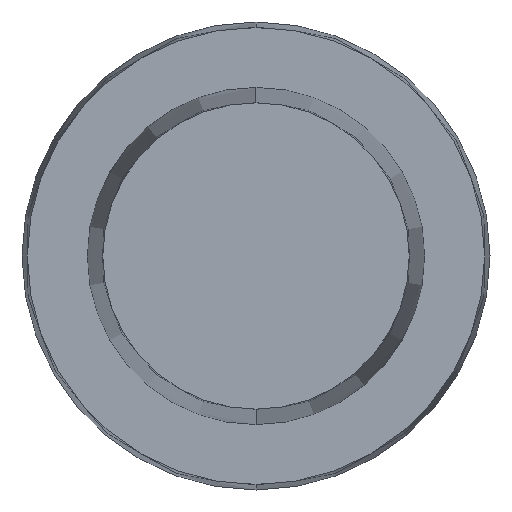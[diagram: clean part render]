
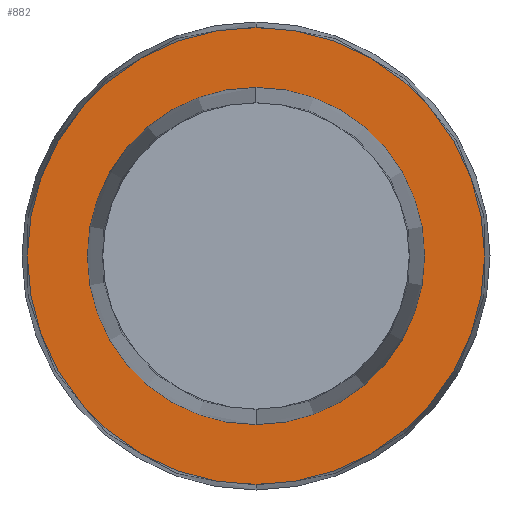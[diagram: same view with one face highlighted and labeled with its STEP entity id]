
A CAD part, front view. The second image highlights one B-rep face of the part: STEP entity #882.
In plain terms, the highlighted planar face has unit normal (0, -1, 0).
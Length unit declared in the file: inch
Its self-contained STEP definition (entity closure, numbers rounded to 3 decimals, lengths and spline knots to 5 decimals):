
#73 = DIRECTION ( 'NONE',  ( 0., 0., -1. ) ) ;
#101 = DIRECTION ( 'NONE',  ( 0., 0., -1. ) ) ;
#115 = AXIS2_PLACEMENT_3D ( 'NONE', #659, #583, #505 ) ;
#147 = CIRCLE ( 'NONE', #115, 0.07475 ) ;
#170 = CARTESIAN_POINT ( 'NONE',  ( 0., 0., 0. ) ) ;
#190 = EDGE_CURVE ( 'NONE', #987, #284, #651, .T. ) ;
#214 = ORIENTED_EDGE ( 'NONE', *, *, #856, .F. ) ;
#228 = VERTEX_POINT ( 'NONE', #287 ) ;
#239 = FACE_OUTER_BOUND ( 'NONE', #486, .T. ) ;
#281 = CARTESIAN_POINT ( 'NONE',  ( 0., 0., 0. ) ) ;
#284 = VERTEX_POINT ( 'NONE', #942 ) ;
#287 = CARTESIAN_POINT ( 'NONE',  ( 0., 0., -0.05512 ) ) ;
#293 = CARTESIAN_POINT ( 'NONE',  ( 0., 0., 0.05512 ) ) ;
#310 = CIRCLE ( 'NONE', #347, 0.05512 ) ;
#347 = AXIS2_PLACEMENT_3D ( 'NONE', #281, #662, #721 ) ;
#353 = ORIENTED_EDGE ( 'NONE', *, *, #190, .F. ) ;
#383 = DIRECTION ( 'NONE',  ( 0., -1., 0. ) ) ;
#443 = AXIS2_PLACEMENT_3D ( 'NONE', #170, #383, #73 ) ;
#486 = EDGE_LOOP ( 'NONE', ( #846, #353 ) ) ;
#499 = DIRECTION ( 'NONE',  ( 0., -1., 0. ) ) ;
#503 = CARTESIAN_POINT ( 'NONE',  ( 0., 0., -0.07475 ) ) ;
#505 = DIRECTION ( 'NONE',  ( 0., 0., -1. ) ) ;
#583 = DIRECTION ( 'NONE',  ( 0., 1., 0. ) ) ;
#612 = CIRCLE ( 'NONE', #443, 0.05512 ) ;
#617 = DIRECTION ( 'NONE',  ( 0., 1., 0. ) ) ;
#651 = CIRCLE ( 'NONE', #668, 0.07475 ) ;
#658 = CARTESIAN_POINT ( 'NONE',  ( 0., 0., 0. ) ) ;
#659 = CARTESIAN_POINT ( 'NONE',  ( 0., 0., 0. ) ) ;
#662 = DIRECTION ( 'NONE',  ( 0., -1., 0. ) ) ;
#668 = AXIS2_PLACEMENT_3D ( 'NONE', #842, #617, #922 ) ;
#682 = EDGE_CURVE ( 'NONE', #284, #987, #147, .T. ) ;
#721 = DIRECTION ( 'NONE',  ( 0., 0., -1. ) ) ;
#756 = VERTEX_POINT ( 'NONE', #293 ) ;
#837 = AXIS2_PLACEMENT_3D ( 'NONE', #658, #499, #101 ) ;
#842 = CARTESIAN_POINT ( 'NONE',  ( 0., 0., 0. ) ) ;
#846 = ORIENTED_EDGE ( 'NONE', *, *, #682, .F. ) ;
#856 = EDGE_CURVE ( 'NONE', #756, #228, #612, .T. ) ;
#882 = ADVANCED_FACE ( 'NONE', ( #924, #239 ), #944, .T. ) ;
#913 = EDGE_LOOP ( 'NONE', ( #937, #214 ) ) ;
#922 = DIRECTION ( 'NONE',  ( 0., 0., -1. ) ) ;
#924 = FACE_BOUND ( 'NONE', #913, .T. ) ;
#937 = ORIENTED_EDGE ( 'NONE', *, *, #990, .F. ) ;
#942 = CARTESIAN_POINT ( 'NONE',  ( 0., 0., 0.07475 ) ) ;
#944 = PLANE ( 'NONE',  #837 ) ;
#987 = VERTEX_POINT ( 'NONE', #503 ) ;
#990 = EDGE_CURVE ( 'NONE', #228, #756, #310, .T. ) ;
